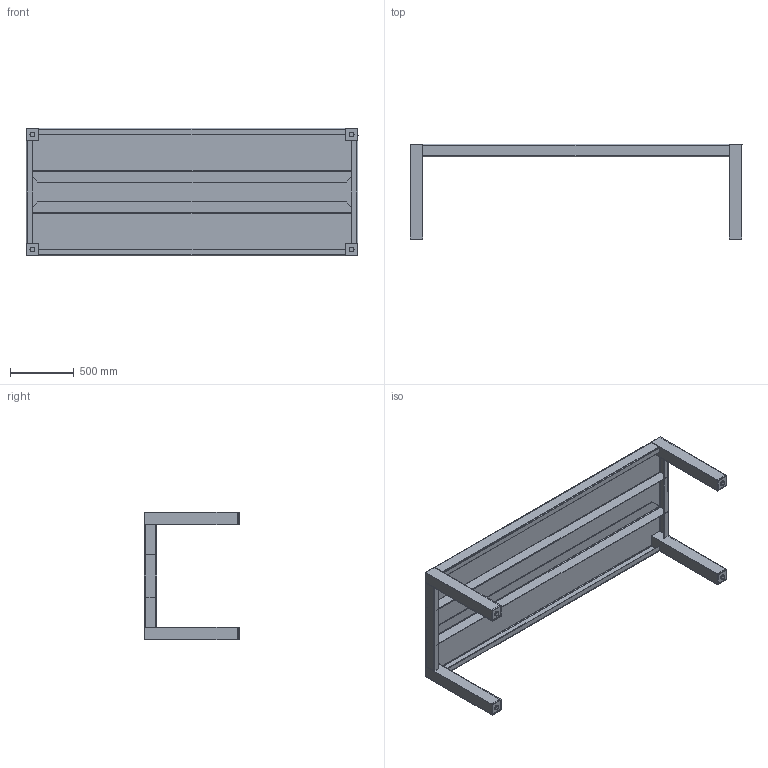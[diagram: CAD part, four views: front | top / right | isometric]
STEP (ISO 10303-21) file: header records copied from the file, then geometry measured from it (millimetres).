
FILE_DESCRIPTION (( 'STEP AP203' ), '1' );
FILE_NAME ('Table Borra TBA260 A.STEP', '2020-01-14T09:29:23', ( '' ), ( '' ), 'SwSTEP 2.0', 'SolidWorks 2019', '' );
FILE_SCHEMA (( 'CONFIG_CONTROL_DESIGN' ));
Length unit declared in the file: millimetre
Products named in the file (10): Borra leg top LONG.; Borra leg top LONG; Table Borra TBA260 A; Table Borra 260  reinforcement; Table Borra 260  top ; Stelvoet 925 DUPO Ø38 M10x24  9 hoog; Borra leg top LONG.2
Assembly tree (19 placements, depth 3):
  Table Borra TBA260 A
    Table Borra 260  top 
    Table Borra 260  reinforcement  x2
    Borra leg top LONG
      Borra leg top LONG.
      Borra leg top LONG.2
      Stelvoet 925 DUPO Ø38 M10x24  9 hoog
    Borra leg top LONG
      Borra leg top LONG.
      Borra leg top LONG.2
      Stelvoet 925 DUPO Ø38 M10x24  9 hoog
    Borra leg top LONG
      Borra leg top LONG.
      Borra leg top LONG.2
      Stelvoet 925 DUPO Ø38 M10x24  9 hoog
    Borra leg top LONG
      Borra leg top LONG.
      Borra leg top LONG.2
      Stelvoet 925 DUPO Ø38 M10x24  9 hoog
Bounding box: 2600 x 750 x 1000 mm (x, y, z)
Volume: 22396955.7 mm3; surface area: 11199614.6 mm2
Topology: 15 solids, 15 shells, 426 faces, 1084 edges, 696 vertices
Faces by surface type: plane 226, cylinder 184, cone 16
Entity records: 7421 total; most frequent: DIRECTION 1093, CARTESIAN_POINT 1064, ORIENTED_EDGE 1026, EDGE_CURVE 513, VECTOR 391, LINE 391, AXIS2_PLACEMENT_3D 351, VERTEX_POINT 322
